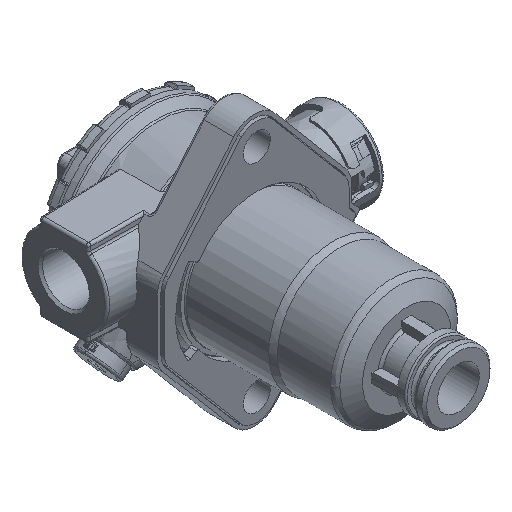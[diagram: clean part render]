
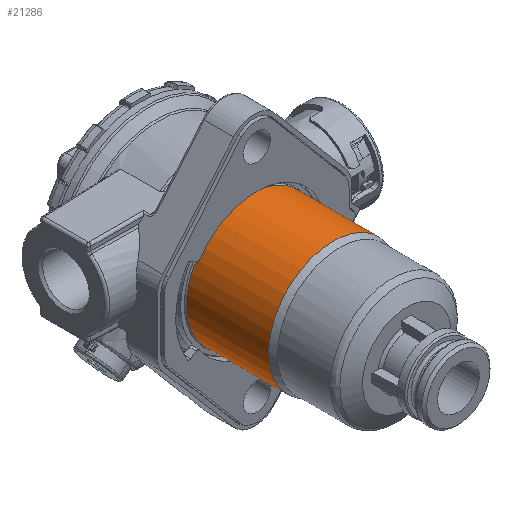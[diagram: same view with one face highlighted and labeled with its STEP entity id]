
A CAD part, isometric view. The second image highlights one B-rep face of the part: STEP entity #21286.
In plain terms, the highlighted free-form (B-spline) face has degree [2, 1] with [7, 2] control points.
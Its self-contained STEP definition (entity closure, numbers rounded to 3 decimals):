
#21207=CARTESIAN_POINT('V1215',(-26.2,
   -32.6,0.));
#21208=VERTEX_POINT('V1215',#21207);
#21214=CARTESIAN_POINT('E2050',(-26.2,
   -32.6,0.));
#21215=CARTESIAN_POINT('E2050',(-26.2,
   -32.6,-45.38));
#21216=CARTESIAN_POINT('E2050',(13.1,
   -32.6,-22.69));
#21217=CARTESIAN_POINT('E2050',(52.4,
   -32.6,0.));
#21218=CARTESIAN_POINT('E2050',(13.1,
   -32.6,22.69));
#21219=CARTESIAN_POINT('E2050',(-26.2,
   -32.6,45.38));
#21220=CARTESIAN_POINT('E2050',(-26.2,
   -32.6,0.));
#21228=(BOUNDED_CURVE()B_SPLINE_CURVE(2,(#21214,#21215,#21216,
   #21217,#21218,#21219,#21220),.CIRCULAR_ARC.,.T.,.U.)
   B_SPLINE_CURVE_WITH_KNOTS((3,2,2,3),(0.0,32.083,
   64.166,96.249),.UNSPECIFIED.)CURVE()
   GEOMETRIC_REPRESENTATION_ITEM()RATIONAL_B_SPLINE_CURVE((1.0,
   0.5,1.0,0.5,1.0,0.5,1.0)
   )REPRESENTATION_ITEM('E2050'));
#21229=EDGE_CURVE('E2050',#21208,#21208,#21228,.T.);
#21236=CARTESIAN_POINT('F813',(-26.2,0.88,
   0.));
#21237=CARTESIAN_POINT('F813',(-26.2,0.88,
   -45.38));
#21238=CARTESIAN_POINT('F813',(13.1,0.88,
   -22.69));
#21239=CARTESIAN_POINT('F813',(52.4,0.88,
   0.));
#21240=CARTESIAN_POINT('F813',(13.1,0.88,
   22.69));
#21241=CARTESIAN_POINT('F813',(-26.2,0.88,
   45.38));
#21242=CARTESIAN_POINT('F813',(-26.2,0.88,
   0.));
#21243=CARTESIAN_POINT('F813',(-26.2,
   -32.6,0.));
#21244=CARTESIAN_POINT('F813',(-26.2,
   -32.6,-45.38));
#21245=CARTESIAN_POINT('F813',(13.1,
   -32.6,-22.69));
#21246=CARTESIAN_POINT('F813',(52.4,
   -32.6,0.));
#21247=CARTESIAN_POINT('F813',(13.1,
   -32.6,22.69));
#21248=CARTESIAN_POINT('F813',(-26.2,
   -32.6,45.38));
#21249=CARTESIAN_POINT('F813',(-26.2,
   -32.6,0.));
#21257=(BOUNDED_SURFACE()B_SPLINE_SURFACE(2,1,((#21236,#21243),(
   #21237,#21244),(#21238,#21245),(#21239,#21246),(#21240,
   #21247),(#21241,#21248),(#21242,#21249)),.CYLINDRICAL_SURF.,
   .T.,.F.,.U.)B_SPLINE_SURFACE_WITH_KNOTS((3,2,2,3),(2,2),(0.0,
   2.711,5.422,8.132),(0.0,1.0),
   .UNSPECIFIED.)GEOMETRIC_REPRESENTATION_ITEM()
   RATIONAL_B_SPLINE_SURFACE(((1.0,1.0),(0.5,
   0.5),(1.0,1.0),(0.5,
   0.5),(1.0,1.0),(0.5,
   0.5),(1.0,1.0)))REPRESENTATION_ITEM('F813')
   SURFACE());
#21258=CARTESIAN_POINT('V191',(-26.2,0.88,
   0.));
#21259=VERTEX_POINT('V191',#21258);
#21260=CARTESIAN_POINT('E2051',(-26.2,
   -32.6,0.0));
#21261=CARTESIAN_POINT('E2051',(-26.2,
   0.88,0.0));
#21262=QUASI_UNIFORM_CURVE('E2051',1,(#21260,#21261),.POLYLINE_FORM.,
   .F.,.U.);
#21263=EDGE_CURVE('E2051',#21208,#21259,#21262,.T.);
#21264=ORIENTED_EDGE('E2051',*,*,#21263,.T.);
#21265=CARTESIAN_POINT('E235',(-26.2,0.88,
   0.));
#21266=CARTESIAN_POINT('E235',(-26.2,0.88,
   -45.38));
#21267=CARTESIAN_POINT('E235',(13.1,0.88,
   -22.69));
#21268=CARTESIAN_POINT('E235',(52.4,0.88,
   0.));
#21269=CARTESIAN_POINT('E235',(13.1,0.88,
   22.69));
#21270=CARTESIAN_POINT('E235',(-26.2,0.88,
   45.38));
#21271=CARTESIAN_POINT('E235',(-26.2,0.88,
   0.));
#21279=(BOUNDED_CURVE()B_SPLINE_CURVE(2,(#21265,#21266,#21267,
   #21268,#21269,#21270,#21271),.CIRCULAR_ARC.,.T.,.U.)
   B_SPLINE_CURVE_WITH_KNOTS((3,2,2,3),(0.0,2.711,
   5.422,8.132),.UNSPECIFIED.)CURVE()
   GEOMETRIC_REPRESENTATION_ITEM()RATIONAL_B_SPLINE_CURVE((1.0,
   0.5,1.0,0.5,1.0,0.5,1.0)
   )REPRESENTATION_ITEM('E235'));
#21280=EDGE_CURVE('E235',#21259,#21259,#21279,.T.);
#21281=ORIENTED_EDGE('E235',*,*,#21280,.T.);
#21282=ORIENTED_EDGE('E2051',*,*,#21263,.F.);
#21283=ORIENTED_EDGE('E2050',*,*,#21229,.F.);
#21284=EDGE_LOOP('F813',(#21264,#21281,#21282,#21283));
#21285=FACE_OUTER_BOUND('F813',#21284,.T.);
#21286=ADVANCED_FACE('F813',(#21285),#21257,.T.);
